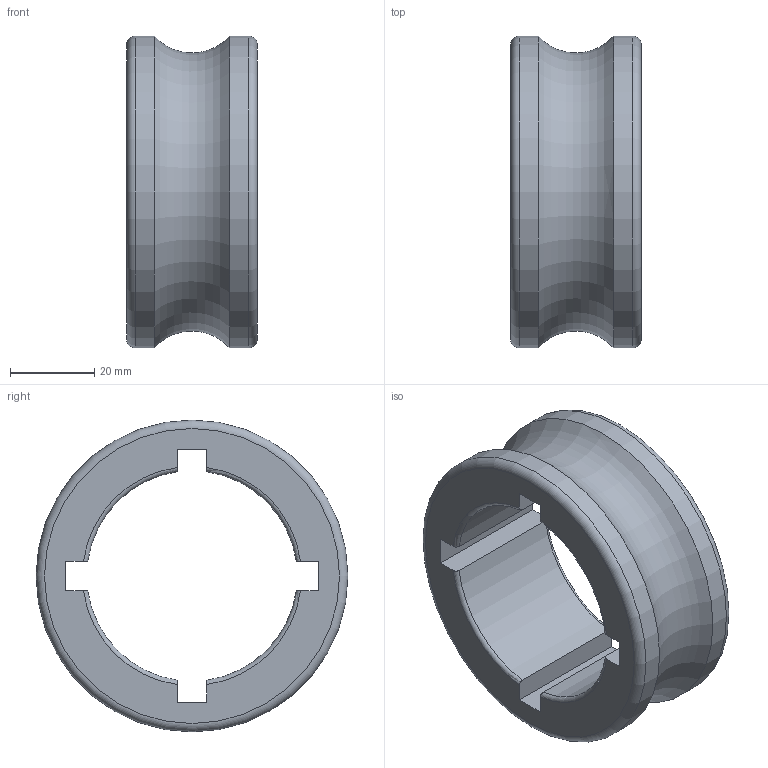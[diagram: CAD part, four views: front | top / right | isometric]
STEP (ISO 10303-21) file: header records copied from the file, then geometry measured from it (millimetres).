
FILE_DESCRIPTION (( 'STEP AP214' ), '1' );
FILE_NAME ('Part2. Inner part.STEP', '2025-02-20T16:45:55', ( '' ), ( '' ), 'SwSTEP 2.0', 'SolidWorks 2025', '' );
FILE_SCHEMA (( 'AUTOMOTIVE_DESIGN' ));
Length unit declared in the file: millimetre
Products named in the file (1): Part2. Inner part
Bounding box: 31 x 74 x 74 mm (x, y, z)
Volume: 56580.9 mm3; surface area: 17448.5 mm2
Topology: 1 solids, 1 shells, 31 faces, 83 edges, 54 vertices
Faces by surface type: plane 14, torus 11, cylinder 6
Full cylindrical faces by diameter (mm): 74 x2
Entity records: 1063 total; most frequent: CARTESIAN_POINT 290, ORIENTED_EDGE 156, DIRECTION 148, EDGE_CURVE 78, AXIS2_PLACEMENT_3D 54, VERTEX_POINT 54, LINE 40, VECTOR 40
